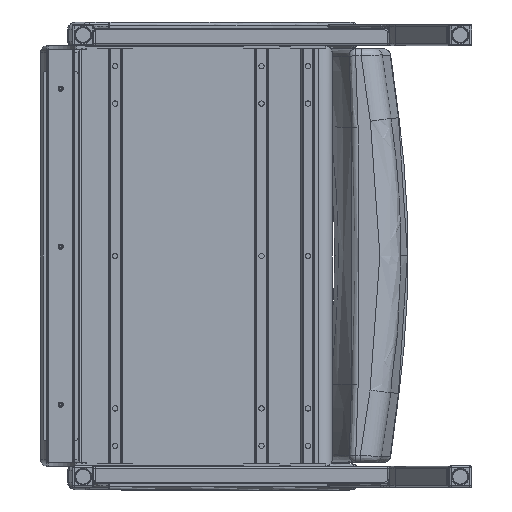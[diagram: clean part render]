
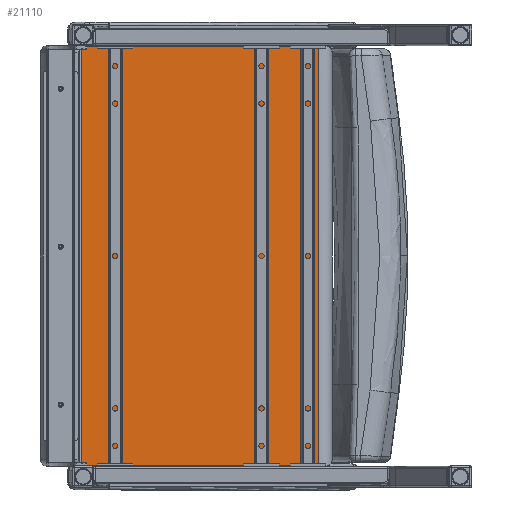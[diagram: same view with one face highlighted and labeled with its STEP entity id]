
A CAD part, front view. The second image highlights one B-rep face of the part: STEP entity #21110.
In plain terms, the highlighted planar face has unit normal (0, -1, 0).
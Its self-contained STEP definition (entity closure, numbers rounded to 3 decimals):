
#1190=PLANE('',#23041);
#3660=FACE_OUTER_BOUND('',#5211,.T.);
#5211=EDGE_LOOP('',(#15777,#15778,#15779,#15780));
#7338=LINE('',#40548,#8511);
#7354=LINE('',#40682,#8527);
#7360=LINE('',#40769,#8533);
#7361=LINE('',#40771,#8534);
#8511=VECTOR('',#26151,0.394);
#8527=VECTOR('',#26227,0.394);
#8533=VECTOR('',#26289,0.394);
#8534=VECTOR('',#26292,0.394);
#9927=VERTEX_POINT('',#40536);
#9928=VERTEX_POINT('',#40547);
#9952=VERTEX_POINT('',#40670);
#9953=VERTEX_POINT('',#40681);
#11955=EDGE_CURVE('',#9927,#9928,#7338,.T.);
#11994=EDGE_CURVE('',#9952,#9953,#7354,.T.);
#12019=EDGE_CURVE('',#9952,#9928,#7360,.T.);
#12020=EDGE_CURVE('',#9953,#9927,#7361,.T.);
#15777=ORIENTED_EDGE('',*,*,#11955,.F.);
#15778=ORIENTED_EDGE('',*,*,#12020,.F.);
#15779=ORIENTED_EDGE('',*,*,#11994,.F.);
#15780=ORIENTED_EDGE('',*,*,#12019,.T.);
#21110=ADVANCED_FACE('',(#3660),#1190,.T.);
#23041=AXIS2_PLACEMENT_3D('',#40770,#26290,#26291);
#26151=DIRECTION('',(1.,0.,0.));
#26227=DIRECTION('',(-1.,0.,0.));
#26289=DIRECTION('',(0.,0.,1.));
#26290=DIRECTION('center_axis',(0.,-1.,0.));
#26291=DIRECTION('ref_axis',(1.,0.,0.));
#26292=DIRECTION('',(0.,0.,1.));
#40536=CARTESIAN_POINT('',(-12.083,0.797,29.966));
#40547=CARTESIAN_POINT('',(4.791,0.797,29.966));
#40548=CARTESIAN_POINT('',(-9.146,0.797,29.966));
#40670=CARTESIAN_POINT('',(4.791,0.797,0.034));
#40681=CARTESIAN_POINT('',(-12.083,0.797,0.034));
#40682=CARTESIAN_POINT('',(-9.146,0.797,0.034));
#40769=CARTESIAN_POINT('',(4.791,0.797,0.));
#40770=CARTESIAN_POINT('Origin',(-12.083,0.797,0.));
#40771=CARTESIAN_POINT('',(-12.083,0.797,0.));
